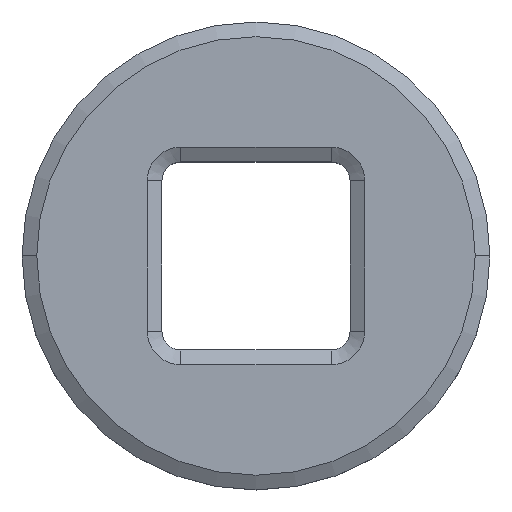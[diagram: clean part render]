
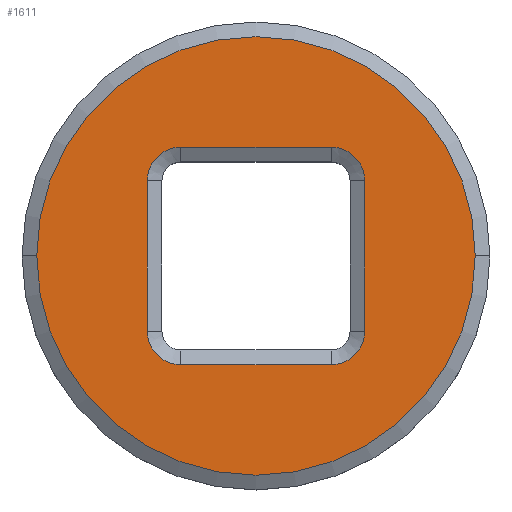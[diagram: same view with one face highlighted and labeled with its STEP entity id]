
A CAD part, top view. The second image highlights one B-rep face of the part: STEP entity #1611.
In plain terms, the highlighted planar face has unit normal (0, 0, 1).
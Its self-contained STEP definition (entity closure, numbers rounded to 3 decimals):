
#12 = DIRECTION ( 'NONE',  ( 0., 0., -1. ) ) ;
#38 = ORIENTED_EDGE ( 'NONE', *, *, #275, .T. ) ;
#42 = EDGE_CURVE ( 'NONE', #219, #112, #59, .T. ) ;
#57 = ORIENTED_EDGE ( 'NONE', *, *, #702, .T. ) ;
#59 = LINE ( 'NONE', #1068, #1474 ) ;
#62 = CARTESIAN_POINT ( 'NONE',  ( -2.555, -3.69, 3.794 ) ) ;
#112 = VERTEX_POINT ( 'NONE', #588 ) ;
#148 = DIRECTION ( 'NONE',  ( -1., 0., 0. ) ) ;
#158 = DIRECTION ( 'NONE',  ( 0., 0., -1. ) ) ;
#192 = VECTOR ( 'NONE', #652, 1000. ) ;
#219 = VERTEX_POINT ( 'NONE', #464 ) ;
#263 = CIRCLE ( 'NONE', #402, 7.437 ) ;
#270 = AXIS2_PLACEMENT_3D ( 'NONE', #1165, #12, #1455 ) ;
#275 = EDGE_CURVE ( 'NONE', #1245, #939, #1163, .T. ) ;
#283 = VERTEX_POINT ( 'NONE', #1556 ) ;
#326 = CIRCLE ( 'NONE', #270, 1.135 ) ;
#357 = DIRECTION ( 'NONE',  ( -1., 0., 0. ) ) ;
#390 = LINE ( 'NONE', #989, #1277 ) ;
#400 = CIRCLE ( 'NONE', #823, 1.135 ) ;
#402 = AXIS2_PLACEMENT_3D ( 'NONE', #1232, #1372, #704 ) ;
#404 = CARTESIAN_POINT ( 'NONE',  ( 0., 0., 3.794 ) ) ;
#464 = CARTESIAN_POINT ( 'NONE',  ( 3.69, 2.555, 3.794 ) ) ;
#549 = ORIENTED_EDGE ( 'NONE', *, *, #746, .T. ) ;
#560 = CARTESIAN_POINT ( 'NONE',  ( 2.555, -2.555, 3.794 ) ) ;
#572 = ORIENTED_EDGE ( 'NONE', *, *, #1586, .T. ) ;
#581 = EDGE_LOOP ( 'NONE', ( #1478, #856 ) ) ;
#588 = CARTESIAN_POINT ( 'NONE',  ( 3.69, -2.555, 3.794 ) ) ;
#592 = AXIS2_PLACEMENT_3D ( 'NONE', #837, #1508, #357 ) ;
#649 = ORIENTED_EDGE ( 'NONE', *, *, #808, .T. ) ;
#652 = DIRECTION ( 'NONE',  ( 0., 1., 0. ) ) ;
#659 = CARTESIAN_POINT ( 'NONE',  ( 0., 3.69, 3.794 ) ) ;
#662 = CARTESIAN_POINT ( 'NONE',  ( -2.555, 3.69, 3.794 ) ) ;
#678 = DIRECTION ( 'NONE',  ( -1., 0., 0. ) ) ;
#687 = DIRECTION ( 'NONE',  ( 0., 0., -1. ) ) ;
#694 = CARTESIAN_POINT ( 'NONE',  ( 7.437, 0., 3.794 ) ) ;
#698 = CIRCLE ( 'NONE', #1633, 1.135 ) ;
#702 = EDGE_CURVE ( 'NONE', #1579, #1329, #390, .T. ) ;
#704 = DIRECTION ( 'NONE',  ( -1., 0., 0. ) ) ;
#743 = EDGE_CURVE ( 'NONE', #939, #219, #698, .T. ) ;
#746 = EDGE_CURVE ( 'NONE', #283, #1245, #400, .T. ) ;
#762 = DIRECTION ( 'NONE',  ( 1., 0., 0. ) ) ;
#789 = DIRECTION ( 'NONE',  ( 0., 0., -1. ) ) ;
#794 = VERTEX_POINT ( 'NONE', #1570 ) ;
#806 = VERTEX_POINT ( 'NONE', #694 ) ;
#808 = EDGE_CURVE ( 'NONE', #112, #1579, #901, .T. ) ;
#823 = AXIS2_PLACEMENT_3D ( 'NONE', #1553, #789, #678 ) ;
#824 = DIRECTION ( 'NONE',  ( 0., -1., 0. ) ) ;
#835 = ORIENTED_EDGE ( 'NONE', *, *, #42, .T. ) ;
#837 = CARTESIAN_POINT ( 'NONE',  ( 0., 0., 3.794 ) ) ;
#842 = VERTEX_POINT ( 'NONE', #1038 ) ;
#856 = ORIENTED_EDGE ( 'NONE', *, *, #941, .T. ) ;
#896 = LINE ( 'NONE', #1418, #192 ) ;
#901 = CIRCLE ( 'NONE', #1396, 1.135 ) ;
#923 = EDGE_CURVE ( 'NONE', #842, #806, #1577, .T. ) ;
#939 = VERTEX_POINT ( 'NONE', #971 ) ;
#941 = EDGE_CURVE ( 'NONE', #806, #842, #263, .T. ) ;
#971 = CARTESIAN_POINT ( 'NONE',  ( 2.555, 3.69, 3.794 ) ) ;
#989 = CARTESIAN_POINT ( 'NONE',  ( 0., -3.69, 3.794 ) ) ;
#1016 = DIRECTION ( 'NONE',  ( -1., 0., 0. ) ) ;
#1033 = DIRECTION ( 'NONE',  ( 0., 0., -1. ) ) ;
#1038 = CARTESIAN_POINT ( 'NONE',  ( -7.437, 0., 3.794 ) ) ;
#1068 = CARTESIAN_POINT ( 'NONE',  ( 3.69, 0., 3.794 ) ) ;
#1134 = ORIENTED_EDGE ( 'NONE', *, *, #1649, .T. ) ;
#1163 = LINE ( 'NONE', #659, #1224 ) ;
#1165 = CARTESIAN_POINT ( 'NONE',  ( -2.555, -2.555, 3.794 ) ) ;
#1224 = VECTOR ( 'NONE', #762, 1000. ) ;
#1232 = CARTESIAN_POINT ( 'NONE',  ( 0., 0., 3.794 ) ) ;
#1245 = VERTEX_POINT ( 'NONE', #662 ) ;
#1277 = VECTOR ( 'NONE', #1642, 1000. ) ;
#1329 = VERTEX_POINT ( 'NONE', #62 ) ;
#1344 = AXIS2_PLACEMENT_3D ( 'NONE', #404, #1033, #1016 ) ;
#1356 = EDGE_LOOP ( 'NONE', ( #572, #1134, #549, #38, #1452, #835, #649, #57 ) ) ;
#1372 = DIRECTION ( 'NONE',  ( 0., 0., 1. ) ) ;
#1396 = AXIS2_PLACEMENT_3D ( 'NONE', #560, #158, #148 ) ;
#1401 = CARTESIAN_POINT ( 'NONE',  ( 2.555, 2.555, 3.794 ) ) ;
#1418 = CARTESIAN_POINT ( 'NONE',  ( -3.69, 0., 3.794 ) ) ;
#1437 = CARTESIAN_POINT ( 'NONE',  ( 2.555, -3.69, 3.794 ) ) ;
#1440 = DIRECTION ( 'NONE',  ( -1., 0., 0. ) ) ;
#1444 = FACE_OUTER_BOUND ( 'NONE', #581, .T. ) ;
#1452 = ORIENTED_EDGE ( 'NONE', *, *, #743, .T. ) ;
#1455 = DIRECTION ( 'NONE',  ( -1., 0., 0. ) ) ;
#1474 = VECTOR ( 'NONE', #824, 1000. ) ;
#1478 = ORIENTED_EDGE ( 'NONE', *, *, #923, .T. ) ;
#1508 = DIRECTION ( 'NONE',  ( 0., 0., 1. ) ) ;
#1542 = FACE_BOUND ( 'NONE', #1356, .T. ) ;
#1548 = PLANE ( 'NONE',  #1344 ) ;
#1553 = CARTESIAN_POINT ( 'NONE',  ( -2.555, 2.555, 3.794 ) ) ;
#1556 = CARTESIAN_POINT ( 'NONE',  ( -3.69, 2.555, 3.794 ) ) ;
#1570 = CARTESIAN_POINT ( 'NONE',  ( -3.69, -2.555, 3.794 ) ) ;
#1577 = CIRCLE ( 'NONE', #592, 7.437 ) ;
#1579 = VERTEX_POINT ( 'NONE', #1437 ) ;
#1586 = EDGE_CURVE ( 'NONE', #1329, #794, #326, .T. ) ;
#1611 = ADVANCED_FACE ( 'NONE', ( #1542, #1444 ), #1548, .F. ) ;
#1633 = AXIS2_PLACEMENT_3D ( 'NONE', #1401, #687, #1440 ) ;
#1642 = DIRECTION ( 'NONE',  ( -1., 0., 0. ) ) ;
#1649 = EDGE_CURVE ( 'NONE', #794, #283, #896, .T. ) ;
